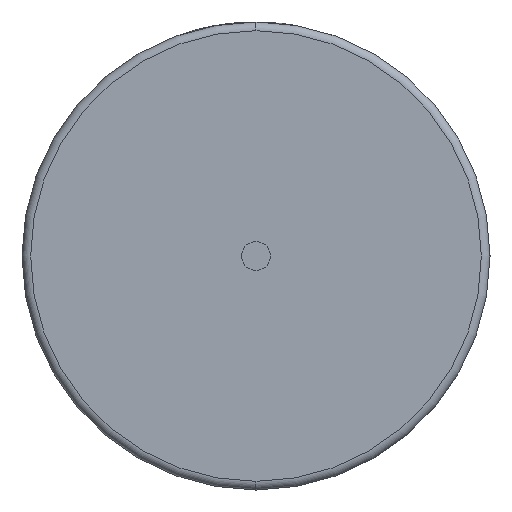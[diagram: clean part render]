
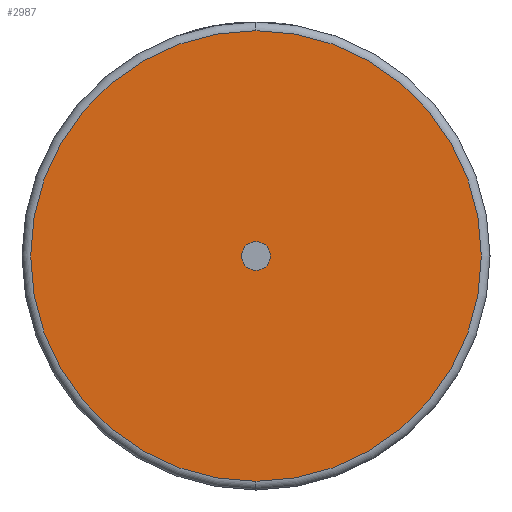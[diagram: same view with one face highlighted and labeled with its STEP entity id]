
A CAD part, left-side view. The second image highlights one B-rep face of the part: STEP entity #2987.
In plain terms, the highlighted planar face has unit normal (-1, 0, 0).
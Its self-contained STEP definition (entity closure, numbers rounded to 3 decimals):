
#107 = DIRECTION ( 'NONE',  ( -1., 0., 0. ) ) ;
#147 = CIRCLE ( 'NONE', #4390, 6.5 ) ;
#191 = AXIS2_PLACEMENT_3D ( 'NONE', #1256, #2749, #3808 ) ;
#338 = CARTESIAN_POINT ( 'NONE',  ( 0., 0., 0. ) ) ;
#365 = CARTESIAN_POINT ( 'NONE',  ( 0., 0., -0.415 ) ) ;
#642 = EDGE_CURVE ( 'NONE', #4696, #1993, #899, .T. ) ;
#684 = ORIENTED_EDGE ( 'NONE', *, *, #2539, .F. ) ;
#775 = FACE_BOUND ( 'NONE', #2593, .T. ) ;
#899 = CIRCLE ( 'NONE', #4615, 6.5 ) ;
#942 = AXIS2_PLACEMENT_3D ( 'NONE', #1562, #107, #2662 ) ;
#945 = PLANE ( 'NONE',  #3637 ) ;
#984 = DIRECTION ( 'NONE',  ( 0., 0., -1. ) ) ;
#1057 = DIRECTION ( 'NONE',  ( 0., 0., -1. ) ) ;
#1060 = FACE_OUTER_BOUND ( 'NONE', #2396, .T. ) ;
#1256 = CARTESIAN_POINT ( 'NONE',  ( 0., 0., 0. ) ) ;
#1562 = CARTESIAN_POINT ( 'NONE',  ( 0., 0., 0. ) ) ;
#1843 = EDGE_CURVE ( 'NONE', #2220, #4345, #3126, .T. ) ;
#1993 = VERTEX_POINT ( 'NONE', #4321 ) ;
#2220 = VERTEX_POINT ( 'NONE', #4082 ) ;
#2229 = ORIENTED_EDGE ( 'NONE', *, *, #1843, .F. ) ;
#2375 = DIRECTION ( 'NONE',  ( 1., 0., 0. ) ) ;
#2396 = EDGE_LOOP ( 'NONE', ( #4500, #3039 ) ) ;
#2445 = CIRCLE ( 'NONE', #942, 0.415 ) ;
#2539 = EDGE_CURVE ( 'NONE', #4345, #2220, #2445, .T. ) ;
#2593 = EDGE_LOOP ( 'NONE', ( #684, #2229 ) ) ;
#2662 = DIRECTION ( 'NONE',  ( 0., 0., -1. ) ) ;
#2749 = DIRECTION ( 'NONE',  ( -1., 0., 0. ) ) ;
#2750 = DIRECTION ( 'NONE',  ( 0., 0., -1. ) ) ;
#2987 = ADVANCED_FACE ( 'NONE', ( #1060, #775 ), #945, .F. ) ;
#3039 = ORIENTED_EDGE ( 'NONE', *, *, #642, .T. ) ;
#3126 = CIRCLE ( 'NONE', #191, 0.415 ) ;
#3177 = DIRECTION ( 'NONE',  ( -1., 0., 0. ) ) ;
#3205 = CARTESIAN_POINT ( 'NONE',  ( 0., 0., 0. ) ) ;
#3441 = CARTESIAN_POINT ( 'NONE',  ( 0., 0., 6.5 ) ) ;
#3609 = DIRECTION ( 'NONE',  ( -1., 0., 0. ) ) ;
#3624 = EDGE_CURVE ( 'NONE', #1993, #4696, #147, .T. ) ;
#3637 = AXIS2_PLACEMENT_3D ( 'NONE', #4599, #2375, #2750 ) ;
#3808 = DIRECTION ( 'NONE',  ( 0., 0., -1. ) ) ;
#4082 = CARTESIAN_POINT ( 'NONE',  ( 0., 0., 0.415 ) ) ;
#4321 = CARTESIAN_POINT ( 'NONE',  ( 0., 0., -6.5 ) ) ;
#4345 = VERTEX_POINT ( 'NONE', #365 ) ;
#4390 = AXIS2_PLACEMENT_3D ( 'NONE', #3205, #3177, #984 ) ;
#4500 = ORIENTED_EDGE ( 'NONE', *, *, #3624, .T. ) ;
#4599 = CARTESIAN_POINT ( 'NONE',  ( 0., 0., 0. ) ) ;
#4615 = AXIS2_PLACEMENT_3D ( 'NONE', #338, #3609, #1057 ) ;
#4696 = VERTEX_POINT ( 'NONE', #3441 ) ;
